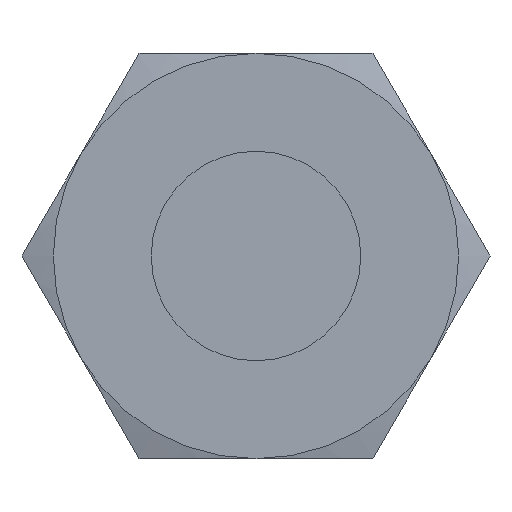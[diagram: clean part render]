
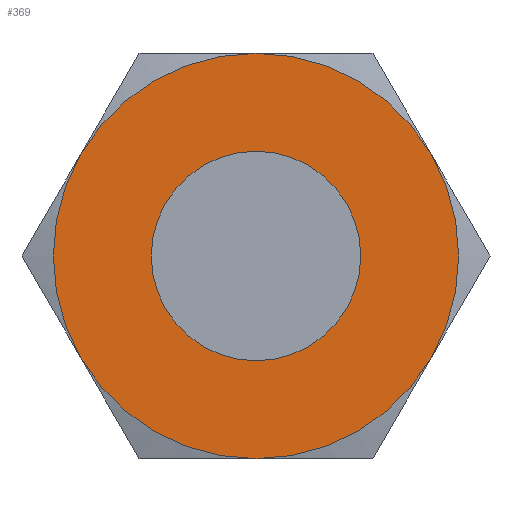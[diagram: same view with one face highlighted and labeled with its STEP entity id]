
A CAD part, front view. The second image highlights one B-rep face of the part: STEP entity #369.
In plain terms, the highlighted planar face has unit normal (0, -1, 0).
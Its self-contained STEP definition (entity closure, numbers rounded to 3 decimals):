
#14=FACE_BOUND('',#88,.T.);
#41=PLANE('',#430);
#64=FACE_OUTER_BOUND('',#87,.T.);
#87=EDGE_LOOP('',(#304,#305,#306,#307,#308,#309));
#88=EDGE_LOOP('',(#310));
#96=CIRCLE('',#404,4.);
#97=CIRCLE('',#406,4.);
#98=CIRCLE('',#408,4.);
#99=CIRCLE('',#410,4.);
#100=CIRCLE('',#412,4.);
#101=CIRCLE('',#414,4.);
#102=CIRCLE('',#420,2.067);
#144=VERTEX_POINT('',#587);
#146=VERTEX_POINT('',#592);
#148=VERTEX_POINT('',#599);
#149=VERTEX_POINT('',#608);
#152=VERTEX_POINT('',#619);
#153=VERTEX_POINT('',#628);
#156=VERTEX_POINT('',#656);
#181=EDGE_CURVE('',#146,#144,#96,.T.);
#185=EDGE_CURVE('',#148,#146,#97,.T.);
#187=EDGE_CURVE('',#144,#149,#98,.T.);
#191=EDGE_CURVE('',#152,#148,#99,.T.);
#193=EDGE_CURVE('',#149,#153,#100,.T.);
#197=EDGE_CURVE('',#153,#152,#101,.T.);
#203=EDGE_CURVE('',#156,#156,#102,.T.);
#304=ORIENTED_EDGE('',*,*,#181,.T.);
#305=ORIENTED_EDGE('',*,*,#187,.T.);
#306=ORIENTED_EDGE('',*,*,#193,.T.);
#307=ORIENTED_EDGE('',*,*,#197,.T.);
#308=ORIENTED_EDGE('',*,*,#191,.T.);
#309=ORIENTED_EDGE('',*,*,#185,.T.);
#310=ORIENTED_EDGE('',*,*,#203,.T.);
#369=ADVANCED_FACE('',(#64,#14),#41,.F.);
#404=AXIS2_PLACEMENT_3D('',#593,#461,#462);
#406=AXIS2_PLACEMENT_3D('',#606,#465,#466);
#408=AXIS2_PLACEMENT_3D('',#613,#469,#470);
#410=AXIS2_PLACEMENT_3D('',#626,#473,#474);
#412=AXIS2_PLACEMENT_3D('',#633,#477,#478);
#414=AXIS2_PLACEMENT_3D('',#645,#481,#482);
#420=AXIS2_PLACEMENT_3D('',#657,#498,#499);
#430=AXIS2_PLACEMENT_3D('',#674,#521,#522);
#461=DIRECTION('center_axis',(0.,-1.,0.));
#462=DIRECTION('ref_axis',(-1.,0.,0.));
#465=DIRECTION('center_axis',(0.,-1.,0.));
#466=DIRECTION('ref_axis',(-1.,0.,0.));
#469=DIRECTION('center_axis',(0.,-1.,0.));
#470=DIRECTION('ref_axis',(-1.,0.,0.));
#473=DIRECTION('center_axis',(0.,-1.,0.));
#474=DIRECTION('ref_axis',(-1.,0.,0.));
#477=DIRECTION('center_axis',(0.,-1.,0.));
#478=DIRECTION('ref_axis',(-1.,0.,0.));
#481=DIRECTION('center_axis',(0.,-1.,0.));
#482=DIRECTION('ref_axis',(-1.,0.,0.));
#498=DIRECTION('center_axis',(0.,1.,0.));
#499=DIRECTION('ref_axis',(1.,0.,0.));
#521=DIRECTION('center_axis',(0.,1.,0.));
#522=DIRECTION('ref_axis',(0.,0.,1.));
#587=CARTESIAN_POINT('',(0.,0.,4.));
#592=CARTESIAN_POINT('',(3.464,0.,2.));
#593=CARTESIAN_POINT('Origin',(0.,0.,0.));
#599=CARTESIAN_POINT('',(3.464,0.,-2.));
#606=CARTESIAN_POINT('Origin',(0.,0.,0.));
#608=CARTESIAN_POINT('',(-3.464,0.,2.));
#613=CARTESIAN_POINT('Origin',(0.,0.,0.));
#619=CARTESIAN_POINT('',(0.,0.,-4.));
#626=CARTESIAN_POINT('Origin',(0.,0.,0.));
#628=CARTESIAN_POINT('',(-3.464,0.,-2.));
#633=CARTESIAN_POINT('Origin',(0.,0.,0.));
#645=CARTESIAN_POINT('Origin',(0.,0.,0.));
#656=CARTESIAN_POINT('',(-2.067,0.,0.));
#657=CARTESIAN_POINT('Origin',(0.,0.,0.));
#674=CARTESIAN_POINT('Origin',(0.,0.,0.));
